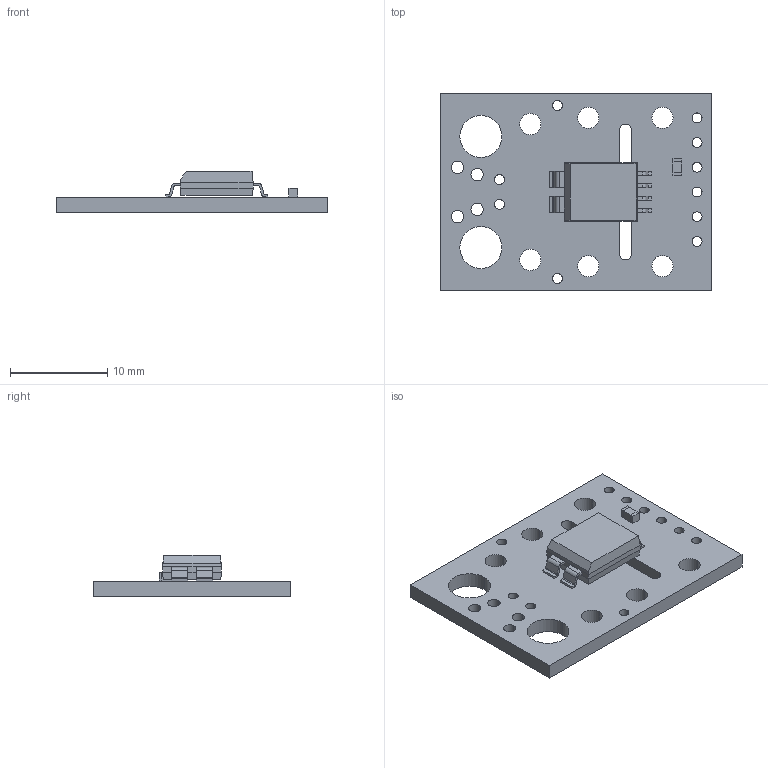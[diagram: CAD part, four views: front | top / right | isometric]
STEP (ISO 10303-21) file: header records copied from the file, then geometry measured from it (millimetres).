
FILE_DESCRIPTION (( 'STEP AP214' ), '1' );
FILE_NAME ('acs37030-current-sensor-compact-carriers.step', '2026-04-08T20:27:51', ( '' ), ( '' ), 'SwSTEP 2.0', 'SolidWorks 2026', '' );
FILE_SCHEMA (( 'AUTOMOTIVE_DESIGN' ));
Length unit declared in the file: millimetre
Products named in the file (1): acs37030-current-sensor-compact-carriers
Bounding box: 27.94 x 20.32 x 4.21 mm (x, y, z)
Volume: 875.5 mm3; surface area: 1535.1 mm2
Topology: 1 solids, 1 shells, 537 faces, 1467 edges, 974 vertices
Faces by surface type: plane 273, bspline 194, cylinder 70
Entity records: 29609 total; most frequent: CARTESIAN_POINT 11567, ORIENTED_EDGE 2934, DIRECTION 1901, EDGE_CURVE 1467, VERTEX_POINT 974, VECTOR 933, LINE 933, EDGE_LOOP 635
